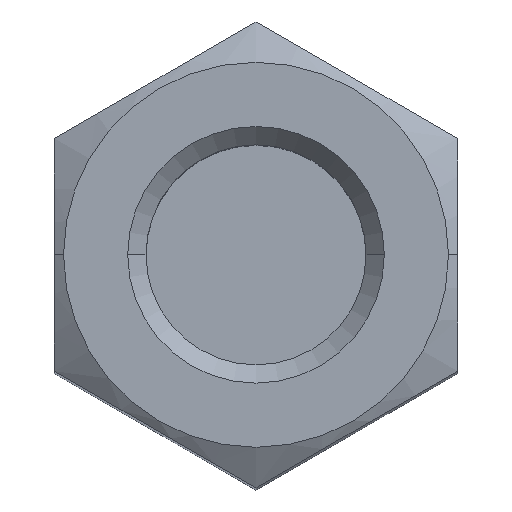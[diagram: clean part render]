
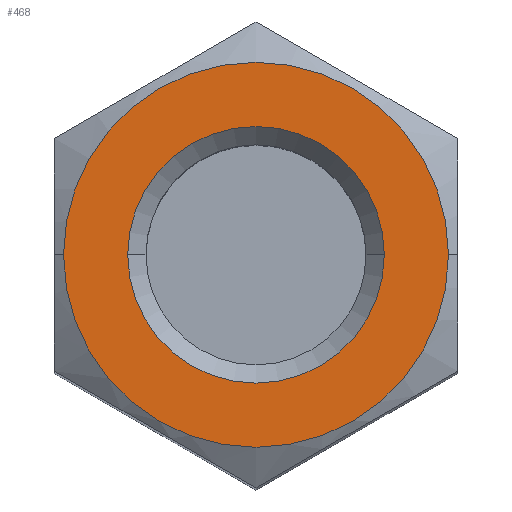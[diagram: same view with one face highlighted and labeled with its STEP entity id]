
A CAD part, top view. The second image highlights one B-rep face of the part: STEP entity #468.
In plain terms, the highlighted planar face has unit normal (0, 0, 1).
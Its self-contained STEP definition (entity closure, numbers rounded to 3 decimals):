
#8 = EDGE_LOOP ( 'NONE', ( #381, #589 ) ) ;
#102 = CARTESIAN_POINT ( 'NONE',  ( 0., 0., 75. ) ) ;
#105 = DIRECTION ( 'NONE',  ( 0., 0., 1. ) ) ;
#115 = CIRCLE ( 'NONE', #443, 10.5 ) ;
#187 = DIRECTION ( 'NONE',  ( 0., 0., -1. ) ) ;
#196 = EDGE_LOOP ( 'NONE', ( #965, #796 ) ) ;
#200 = EDGE_CURVE ( 'NONE', #355, #463, #848, .T. ) ;
#205 = CARTESIAN_POINT ( 'NONE',  ( 0., 0., 75. ) ) ;
#254 = CARTESIAN_POINT ( 'NONE',  ( 10.5, 0., 75. ) ) ;
#261 = CARTESIAN_POINT ( 'NONE',  ( -7., 0., 75. ) ) ;
#329 = AXIS2_PLACEMENT_3D ( 'NONE', #205, #454, #749 ) ;
#330 = DIRECTION ( 'NONE',  ( -1., 0., 0. ) ) ;
#355 = VERTEX_POINT ( 'NONE', #921 ) ;
#381 = ORIENTED_EDGE ( 'NONE', *, *, #200, .F. ) ;
#394 = VERTEX_POINT ( 'NONE', #948 ) ;
#417 = DIRECTION ( 'NONE',  ( 0., 0., 1. ) ) ;
#425 = CIRCLE ( 'NONE', #631, 7. ) ;
#443 = AXIS2_PLACEMENT_3D ( 'NONE', #947, #105, #951 ) ;
#454 = DIRECTION ( 'NONE',  ( 0., 0., 1. ) ) ;
#463 = VERTEX_POINT ( 'NONE', #261 ) ;
#468 = ADVANCED_FACE ( 'NONE', ( #481, #646 ), #872, .F. ) ;
#481 = FACE_BOUND ( 'NONE', #8, .T. ) ;
#487 = CARTESIAN_POINT ( 'NONE',  ( 0., -12.702, 75. ) ) ;
#491 = VERTEX_POINT ( 'NONE', #254 ) ;
#520 = DIRECTION ( 'NONE',  ( 0., 0., 1. ) ) ;
#560 = EDGE_CURVE ( 'NONE', #394, #491, #967, .T. ) ;
#589 = ORIENTED_EDGE ( 'NONE', *, *, #853, .F. ) ;
#631 = AXIS2_PLACEMENT_3D ( 'NONE', #102, #417, #633 ) ;
#633 = DIRECTION ( 'NONE',  ( 1., 0., 0. ) ) ;
#646 = FACE_OUTER_BOUND ( 'NONE', #196, .T. ) ;
#668 = CARTESIAN_POINT ( 'NONE',  ( 0., 0., 75. ) ) ;
#749 = DIRECTION ( 'NONE',  ( 1., 0., 0. ) ) ;
#783 = EDGE_CURVE ( 'NONE', #491, #394, #115, .T. ) ;
#796 = ORIENTED_EDGE ( 'NONE', *, *, #560, .T. ) ;
#836 = AXIS2_PLACEMENT_3D ( 'NONE', #487, #187, #330 ) ;
#848 = CIRCLE ( 'NONE', #329, 7. ) ;
#853 = EDGE_CURVE ( 'NONE', #463, #355, #425, .T. ) ;
#872 = PLANE ( 'NONE',  #836 ) ;
#883 = AXIS2_PLACEMENT_3D ( 'NONE', #668, #520, #972 ) ;
#921 = CARTESIAN_POINT ( 'NONE',  ( 7., 0., 75. ) ) ;
#947 = CARTESIAN_POINT ( 'NONE',  ( 0., 0., 75. ) ) ;
#948 = CARTESIAN_POINT ( 'NONE',  ( -10.5, 0., 75. ) ) ;
#951 = DIRECTION ( 'NONE',  ( 1., 0., 0. ) ) ;
#965 = ORIENTED_EDGE ( 'NONE', *, *, #783, .T. ) ;
#967 = CIRCLE ( 'NONE', #883, 10.5 ) ;
#972 = DIRECTION ( 'NONE',  ( 1., 0., 0. ) ) ;
